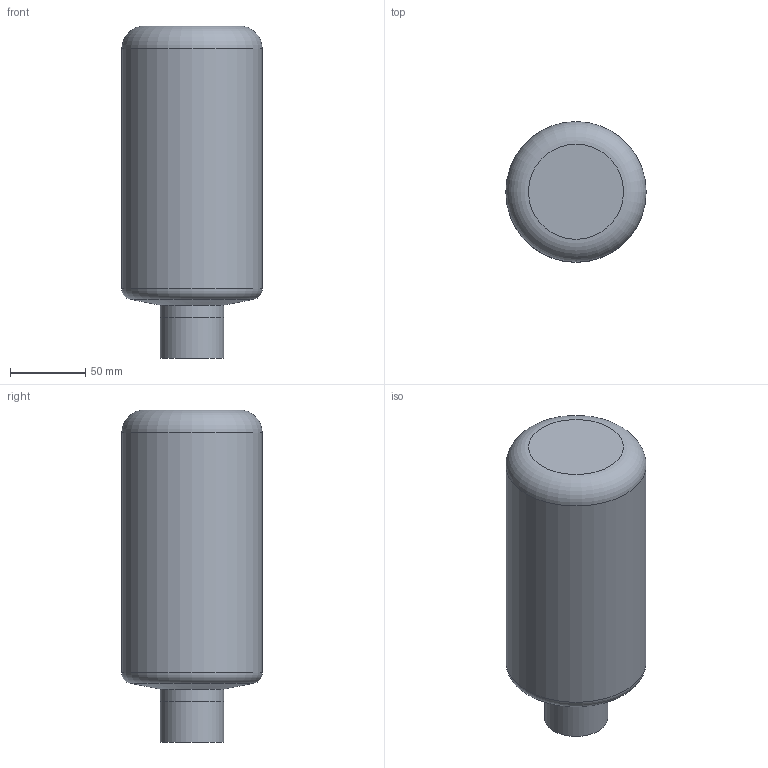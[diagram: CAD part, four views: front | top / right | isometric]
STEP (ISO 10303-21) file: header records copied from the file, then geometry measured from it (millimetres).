
FILE_DESCRIPTION(/* description */ (''),/* implementation_level */ '2;1');
FILE_NAME(/* name */ '',/* time_stamp */ '2025-02-10T18:20:16+03:00',/* author */ (''),/* organization */ (''),/* preprocessor_version */ 'ST-DEVELOPER v20',/* originating_system */ 'Autodesk Translation Framework v13.14.0.145',/* authorisation */ '');
FILE_SCHEMA (('AUTOMOTIVE_DESIGN { 1 0 10303 214 3 1 1 }'));
Length unit declared in the file: millimetre
Products named in the file (1): бутылка
Bounding box: 93 x 93 x 220 mm (x, y, z)
Volume: 1274993.7 mm3; surface area: 71117.8 mm2
Topology: 2 solids, 2 shells, 10 faces, 14 edges, 8 vertices
Faces by surface type: plane 4, cylinder 3, torus 2, cone 1
Full cylindrical faces by diameter (mm): 42 x2, 93 x1
Entity records: 262 total; most frequent: DIRECTION 46, CARTESIAN_POINT 33, ORIENTED_EDGE 28, AXIS2_PLACEMENT_3D 21, EDGE_CURVE 14, FACE_OUTER_BOUND 10, EDGE_LOOP 10, CIRCLE 10
